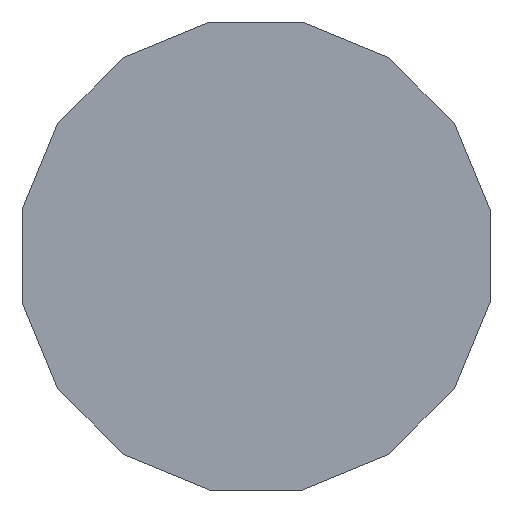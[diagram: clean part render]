
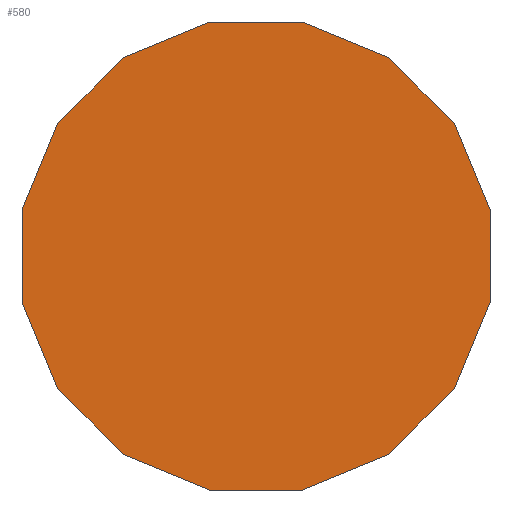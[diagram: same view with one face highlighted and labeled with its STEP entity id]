
A CAD part, left-side view. The second image highlights one B-rep face of the part: STEP entity #580.
In plain terms, the highlighted planar face has unit normal (-1, 0, 0).
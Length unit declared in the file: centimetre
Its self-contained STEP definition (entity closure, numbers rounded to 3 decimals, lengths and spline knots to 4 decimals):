
#30=FACE_OUTER_BOUND($,#64,.T.);
#64=EDGE_LOOP($,(#449,#450,#451,#452,#453,#454,#455,#456,#457,#458,#459,
#460,#461,#462,#463,#464));
#129=LINE($,#885,#209);
#130=LINE($,#887,#210);
#131=LINE($,#889,#211);
#132=LINE($,#891,#212);
#133=LINE($,#893,#213);
#134=LINE($,#895,#214);
#135=LINE($,#897,#215);
#136=LINE($,#899,#216);
#137=LINE($,#901,#217);
#138=LINE($,#903,#218);
#139=LINE($,#905,#219);
#140=LINE($,#907,#220);
#141=LINE($,#909,#221);
#142=LINE($,#911,#222);
#143=LINE($,#913,#223);
#144=LINE($,#914,#224);
#209=VECTOR($,#720,0.1171);
#210=VECTOR($,#721,0.1171);
#211=VECTOR($,#722,0.1171);
#212=VECTOR($,#723,0.1171);
#213=VECTOR($,#724,0.1171);
#214=VECTOR($,#725,0.1171);
#215=VECTOR($,#726,0.1171);
#216=VECTOR($,#727,0.1171);
#217=VECTOR($,#728,0.1171);
#218=VECTOR($,#729,0.1171);
#219=VECTOR($,#730,0.1171);
#220=VECTOR($,#731,0.1171);
#221=VECTOR($,#732,0.1171);
#222=VECTOR($,#733,0.1171);
#223=VECTOR($,#734,0.1171);
#224=VECTOR($,#735,0.1171);
#273=VERTEX_POINT($,#883);
#274=VERTEX_POINT($,#884);
#275=VERTEX_POINT($,#886);
#276=VERTEX_POINT($,#888);
#277=VERTEX_POINT($,#890);
#278=VERTEX_POINT($,#892);
#279=VERTEX_POINT($,#894);
#280=VERTEX_POINT($,#896);
#281=VERTEX_POINT($,#898);
#282=VERTEX_POINT($,#900);
#283=VERTEX_POINT($,#902);
#284=VERTEX_POINT($,#904);
#285=VERTEX_POINT($,#906);
#286=VERTEX_POINT($,#908);
#287=VERTEX_POINT($,#910);
#288=VERTEX_POINT($,#912);
#337=EDGE_CURVE($,#273,#274,#129,.T.);
#338=EDGE_CURVE($,#274,#275,#130,.T.);
#339=EDGE_CURVE($,#275,#276,#131,.T.);
#340=EDGE_CURVE($,#276,#277,#132,.T.);
#341=EDGE_CURVE($,#277,#278,#133,.T.);
#342=EDGE_CURVE($,#278,#279,#134,.T.);
#343=EDGE_CURVE($,#279,#280,#135,.T.);
#344=EDGE_CURVE($,#280,#281,#136,.T.);
#345=EDGE_CURVE($,#281,#282,#137,.T.);
#346=EDGE_CURVE($,#282,#283,#138,.T.);
#347=EDGE_CURVE($,#283,#284,#139,.T.);
#348=EDGE_CURVE($,#284,#285,#140,.T.);
#349=EDGE_CURVE($,#285,#286,#141,.T.);
#350=EDGE_CURVE($,#286,#287,#142,.T.);
#351=EDGE_CURVE($,#287,#288,#143,.T.);
#352=EDGE_CURVE($,#288,#273,#144,.T.);
#449=ORIENTED_EDGE($,*,*,#337,.T.);
#450=ORIENTED_EDGE($,*,*,#338,.T.);
#451=ORIENTED_EDGE($,*,*,#339,.T.);
#452=ORIENTED_EDGE($,*,*,#340,.T.);
#453=ORIENTED_EDGE($,*,*,#341,.T.);
#454=ORIENTED_EDGE($,*,*,#342,.T.);
#455=ORIENTED_EDGE($,*,*,#343,.T.);
#456=ORIENTED_EDGE($,*,*,#344,.T.);
#457=ORIENTED_EDGE($,*,*,#345,.T.);
#458=ORIENTED_EDGE($,*,*,#346,.T.);
#459=ORIENTED_EDGE($,*,*,#347,.T.);
#460=ORIENTED_EDGE($,*,*,#348,.T.);
#461=ORIENTED_EDGE($,*,*,#349,.T.);
#462=ORIENTED_EDGE($,*,*,#350,.T.);
#463=ORIENTED_EDGE($,*,*,#351,.T.);
#464=ORIENTED_EDGE($,*,*,#352,.T.);
#546=PLANE($,#617);
#580=ADVANCED_FACE($,(#30),#546,.F.);
#617=AXIS2_PLACEMENT_3D($,#882,#718,#719);
#718=DIRECTION('center_axis',(1.,0.,0.));
#719=DIRECTION('ref_axis',(0.,-1.,0.));
#720=DIRECTION($,(0.,0.,1.));
#721=DIRECTION($,(0.,0.383,0.924));
#722=DIRECTION($,(0.,0.707,0.707));
#723=DIRECTION($,(0.,0.924,0.383));
#724=DIRECTION($,(0.,1.,0.));
#725=DIRECTION($,(0.,0.924,-0.383));
#726=DIRECTION($,(0.,0.707,-0.707));
#727=DIRECTION($,(0.,0.383,-0.924));
#728=DIRECTION($,(0.,0.,-1.));
#729=DIRECTION($,(0.,-0.383,-0.924));
#730=DIRECTION($,(0.,-0.707,-0.707));
#731=DIRECTION($,(0.,-0.924,-0.383));
#732=DIRECTION($,(0.,-1.,0.));
#733=DIRECTION($,(0.,-0.924,0.383));
#734=DIRECTION($,(0.,-0.707,0.707));
#735=DIRECTION($,(0.,-0.383,0.924));
#882=CARTESIAN_POINT('Origin',(0.,0.,
0.));
#883=CARTESIAN_POINT('',(0.,-0.2942,-0.0585));
#884=CARTESIAN_POINT('',(0.,-0.2942,0.0585));
#885=CARTESIAN_POINT($,(0.,-0.2942,0.));
#886=CARTESIAN_POINT('',(0.,-0.2494,0.1667));
#887=CARTESIAN_POINT($,(0.,-0.2718,0.1126));
#888=CARTESIAN_POINT('',(0.,-0.1667,0.2494));
#889=CARTESIAN_POINT($,(0.,-0.2081,0.2081));
#890=CARTESIAN_POINT('',(0.,-0.0585,0.2942));
#891=CARTESIAN_POINT($,(0.,-0.1126,0.2718));
#892=CARTESIAN_POINT('',(0.,0.0585,0.2942));
#893=CARTESIAN_POINT($,(0.,0.,0.2942));
#894=CARTESIAN_POINT('',(0.,0.1667,0.2494));
#895=CARTESIAN_POINT($,(0.,0.1126,0.2718));
#896=CARTESIAN_POINT('',(0.,0.2494,0.1667));
#897=CARTESIAN_POINT($,(0.,0.2081,0.2081));
#898=CARTESIAN_POINT('',(0.,0.2942,0.0585));
#899=CARTESIAN_POINT($,(0.,0.2718,0.1126));
#900=CARTESIAN_POINT('',(0.,0.2942,-0.0585));
#901=CARTESIAN_POINT($,(0.,0.2942,0.));
#902=CARTESIAN_POINT('',(0.,0.2494,-0.1667));
#903=CARTESIAN_POINT($,(0.,0.2718,-0.1126));
#904=CARTESIAN_POINT('',(0.,0.1667,-0.2494));
#905=CARTESIAN_POINT($,(0.,0.2081,-0.2081));
#906=CARTESIAN_POINT('',(0.,0.0585,-0.2942));
#907=CARTESIAN_POINT($,(0.,0.1126,-0.2718));
#908=CARTESIAN_POINT('',(0.,-0.0585,-0.2942));
#909=CARTESIAN_POINT($,(0.,0.,-0.2942));
#910=CARTESIAN_POINT('',(0.,-0.1667,-0.2494));
#911=CARTESIAN_POINT($,(0.,-0.1126,-0.2718));
#912=CARTESIAN_POINT('',(0.,-0.2494,-0.1667));
#913=CARTESIAN_POINT($,(0.,-0.2081,-0.2081));
#914=CARTESIAN_POINT($,(0.,-0.2718,-0.1126));
